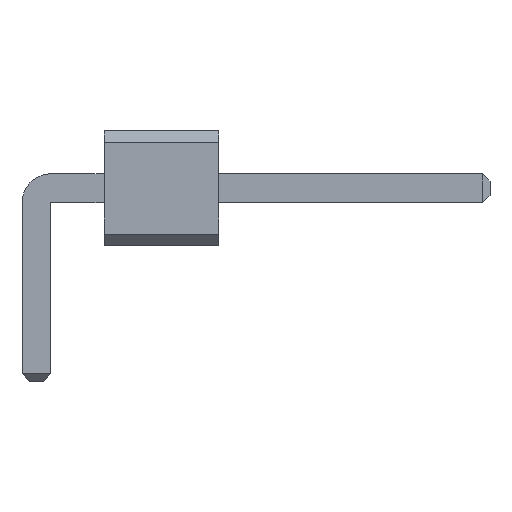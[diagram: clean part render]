
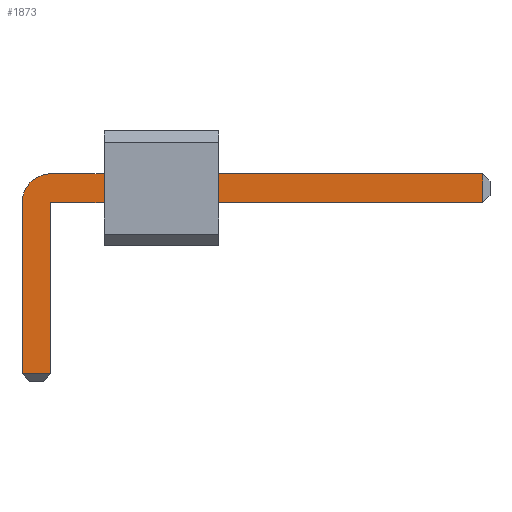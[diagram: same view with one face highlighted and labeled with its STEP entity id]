
A CAD part, front view. The second image highlights one B-rep face of the part: STEP entity #1873.
In plain terms, the highlighted planar face has unit normal (0, -1, 0).
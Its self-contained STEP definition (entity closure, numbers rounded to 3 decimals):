
#13=DIRECTION('',(0.,0.,1.));
#784=VECTOR('',#13,1.);
#1548=VECTOR('',#1549,1.);
#1549=DIRECTION('',(0.,0.,-1.));
#1675=VECTOR('',#1676,1.);
#1676=DIRECTION('',(1.,0.,0.));
#1688=VECTOR('',#1689,1.);
#1689=DIRECTION('',(-1.,0.,0.));
#1710=DIRECTION('',(-0.,1.,0.));
#1714=DIRECTION('',(0.,1.,0.));
#1715=DIRECTION('',(1.,0.,0.));
#1722=VERTEX_POINT('',#1723);
#1723=CARTESIAN_POINT('',(0.32,-30.8,1.59));
#1725=ORIENTED_EDGE('',*,*,#1726,.T.);
#1726=EDGE_CURVE('',#1722,#1727,#1729,.T.);
#1727=VERTEX_POINT('',#1728);
#1728=CARTESIAN_POINT('',(9.88,-30.8,1.59));
#1729=LINE('',#1730,#1675);
#1730=CARTESIAN_POINT('',(-0.32,-30.8,1.59));
#1768=EDGE_CURVE('',#1769,#1722,#1771,.T.);
#1769=VERTEX_POINT('',#1770);
#1770=CARTESIAN_POINT('',(-0.32,-30.8,0.95));
#1771=CIRCLE('',#1772,0.64);
#1772=AXIS2_PLACEMENT_3D('',#1773,#1710,#1549);
#1773=CARTESIAN_POINT('',(0.32,-30.8,0.95));
#1785=VERTEX_POINT('',#1786);
#1786=CARTESIAN_POINT('',(9.88,-30.8,0.95));
#1788=ORIENTED_EDGE('',*,*,#1789,.T.);
#1789=EDGE_CURVE('',#1785,#1790,#1791,.T.);
#1790=VERTEX_POINT('',#1773);
#1791=LINE('',#1792,#1688);
#1792=CARTESIAN_POINT('',(10.04,-30.8,0.95));
#1804=VERTEX_POINT('',#1805);
#1805=CARTESIAN_POINT('',(-0.32,-30.8,-2.84));
#1807=ORIENTED_EDGE('',*,*,#1808,.T.);
#1808=EDGE_CURVE('',#1804,#1769,#1809,.T.);
#1809=LINE('',#1810,#784);
#1810=CARTESIAN_POINT('',(-0.32,-30.8,-3.));
#1818=ORIENTED_EDGE('',*,*,#1819,.T.);
#1819=EDGE_CURVE('',#1790,#1820,#1822,.T.);
#1820=VERTEX_POINT('',#1821);
#1821=CARTESIAN_POINT('',(0.32,-30.8,-2.84));
#1822=LINE('',#1773,#1548);
#1873=ADVANCED_FACE('',(#1874),#1883,.F.);
#1874=FACE_BOUND('',#1875,.F.);
#1875=EDGE_LOOP('',(#1725,#1876,#1788,#1818,#1879,#1807,#1882));
#1876=ORIENTED_EDGE('',*,*,#1877,.T.);
#1877=EDGE_CURVE('',#1727,#1785,#1878,.T.);
#1878=LINE('',#1728,#1548);
#1879=ORIENTED_EDGE('',*,*,#1880,.T.);
#1880=EDGE_CURVE('',#1820,#1804,#1881,.T.);
#1881=LINE('',#1821,#1688);
#1882=ORIENTED_EDGE('',*,*,#1768,.T.);
#1883=PLANE('',#1884);
#1884=AXIS2_PLACEMENT_3D('',#1885,#1714,#1715);
#1885=CARTESIAN_POINT('',(3.576,-30.8,0.579));
